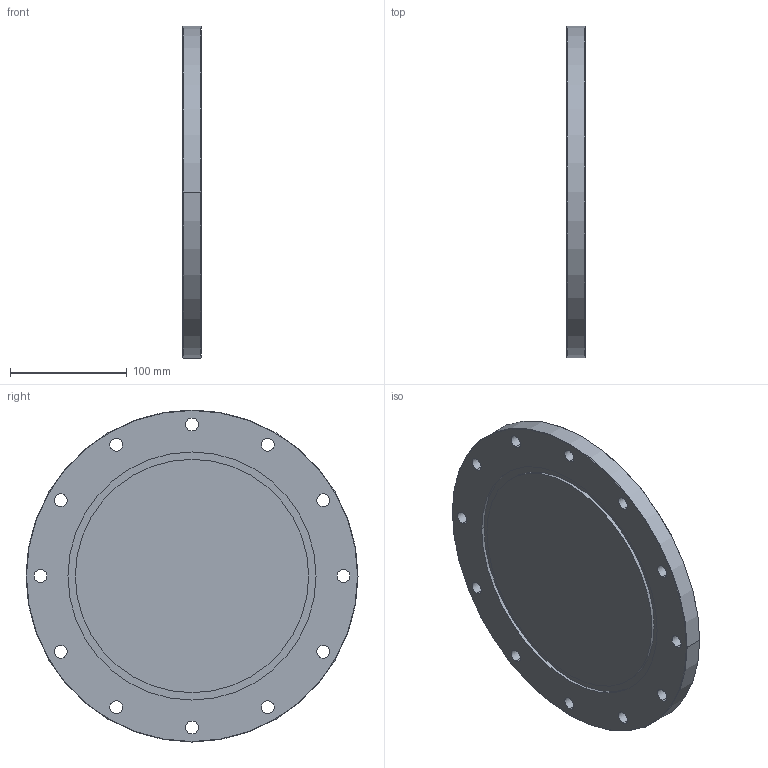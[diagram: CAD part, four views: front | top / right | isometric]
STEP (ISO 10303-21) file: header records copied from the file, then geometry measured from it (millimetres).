
FILE_DESCRIPTION (( 'STEP AP214' ), '1' );
FILE_NAME ('852003.STEP', '2024-01-21T15:38:08', ( '' ), ( '' ), 'SwSTEP 2.0', 'SolidWorks 2022', '' );
FILE_SCHEMA (( 'AUTOMOTIVE_DESIGN' ));
Length unit declared in the file: inch
Products named in the file (1): 852003
Bounding box: 16 x 284.99 x 284.99 mm (x, y, z)
Volume: 990515.5 mm3; surface area: 149505.6 mm2
Topology: 1 solids, 1 shells, 38 faces, 98 edges, 64 vertices
Faces by surface type: cylinder 30, cone 4, plane 4
Entity records: 1282 total; most frequent: DIRECTION 240, CARTESIAN_POINT 201, ORIENTED_EDGE 196, AXIS2_PLACEMENT_3D 103, EDGE_CURVE 98, EDGE_LOOP 64, VERTEX_POINT 64, CIRCLE 64
